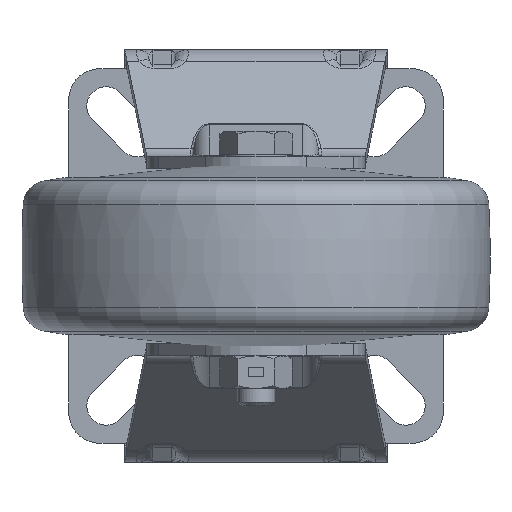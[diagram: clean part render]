
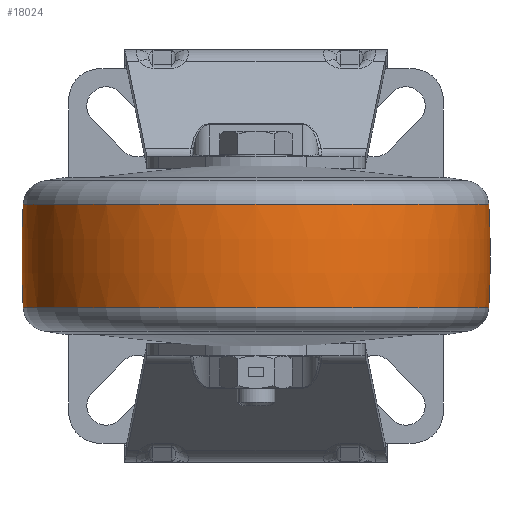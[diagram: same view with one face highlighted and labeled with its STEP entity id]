
A CAD part, front view. The second image highlights one B-rep face of the part: STEP entity #18024.
In plain terms, the highlighted toroidal (fillet/blend) face has major radius 128.5 mm and minor radius 166 mm.
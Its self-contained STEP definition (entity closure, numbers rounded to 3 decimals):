
#177 = AXIS2_PLACEMENT_3D ( 'NONE', #903, #28831, #26503 ) ;
#903 = CARTESIAN_POINT ( 'NONE',  ( -128.5, -63.5, 0. ) ) ;
#1157 = VERTEX_POINT ( 'NONE', #21180 ) ;
#1861 = VERTEX_POINT ( 'NONE', #18946 ) ;
#2338 = ORIENTED_EDGE ( 'NONE', *, *, #24104, .F. ) ;
#2547 = VERTEX_POINT ( 'NONE', #10474 ) ;
#4538 = ORIENTED_EDGE ( 'NONE', *, *, #17655, .T. ) ;
#5040 = CARTESIAN_POINT ( 'NONE',  ( -37.294, -63.5, -8.269 ) ) ;
#6711 = CIRCLE ( 'NONE', #9752, 37.294 ) ;
#6816 = DIRECTION ( 'NONE',  ( 0., 1., 0. ) ) ;
#8063 = FACE_OUTER_BOUND ( 'NONE', #22674, .T. ) ;
#9752 = AXIS2_PLACEMENT_3D ( 'NONE', #12223, #28594, #18966 ) ;
#10269 = DIRECTION ( 'NONE',  ( -1., 0., 0. ) ) ;
#10474 = CARTESIAN_POINT ( 'NONE',  ( 37.294, -63.5, 8.269 ) ) ;
#10842 = ORIENTED_EDGE ( 'NONE', *, *, #16555, .T. ) ;
#12223 = CARTESIAN_POINT ( 'NONE',  ( 0., -63.5, -8.269 ) ) ;
#15024 = CIRCLE ( 'NONE', #25167, 37.294 ) ;
#15364 = ORIENTED_EDGE ( 'NONE', *, *, #18243, .T. ) ;
#15901 = DIRECTION ( 'NONE',  ( 1., 0., 0. ) ) ;
#16555 = EDGE_CURVE ( 'NONE', #22992, #1861, #6711, .T. ) ;
#17003 = CIRCLE ( 'NONE', #30038, 166. ) ;
#17367 = CARTESIAN_POINT ( 'NONE',  ( 0., -63.5, 8.269 ) ) ;
#17655 = EDGE_CURVE ( 'NONE', #2547, #1157, #15024, .T. ) ;
#17836 = CIRCLE ( 'NONE', #177, 166. ) ;
#18024 = ADVANCED_FACE ( 'NONE', ( #8063 ), #28005, .T. ) ;
#18243 = EDGE_CURVE ( 'NONE', #1861, #2547, #17836, .T. ) ;
#18552 = CARTESIAN_POINT ( 'NONE',  ( 128.5, -63.5, 0. ) ) ;
#18946 = CARTESIAN_POINT ( 'NONE',  ( 37.294, -63.5, -8.269 ) ) ;
#18966 = DIRECTION ( 'NONE',  ( 1., 0., 0. ) ) ;
#20894 = AXIS2_PLACEMENT_3D ( 'NONE', #29770, #24892, #15901 ) ;
#21180 = CARTESIAN_POINT ( 'NONE',  ( -37.294, -63.5, 8.269 ) ) ;
#22674 = EDGE_LOOP ( 'NONE', ( #2338, #10842, #15364, #4538 ) ) ;
#22992 = VERTEX_POINT ( 'NONE', #5040 ) ;
#23410 = DIRECTION ( 'NONE',  ( -1., 0., 0. ) ) ;
#24104 = EDGE_CURVE ( 'NONE', #22992, #1157, #17003, .T. ) ;
#24133 = DIRECTION ( 'NONE',  ( 0., 0., -1. ) ) ;
#24892 = DIRECTION ( 'NONE',  ( 0., 0., 1. ) ) ;
#25167 = AXIS2_PLACEMENT_3D ( 'NONE', #17367, #24133, #10269 ) ;
#26503 = DIRECTION ( 'NONE',  ( 0., 0., -1. ) ) ;
#28005 = TOROIDAL_SURFACE ( 'NONE', #20894, -128.5, 166. ) ;
#28594 = DIRECTION ( 'NONE',  ( 0., 0., 1. ) ) ;
#28831 = DIRECTION ( 'NONE',  ( 0., -1., 0. ) ) ;
#29770 = CARTESIAN_POINT ( 'NONE',  ( 0., -63.5, 0. ) ) ;
#30038 = AXIS2_PLACEMENT_3D ( 'NONE', #18552, #6816, #23410 ) ;
